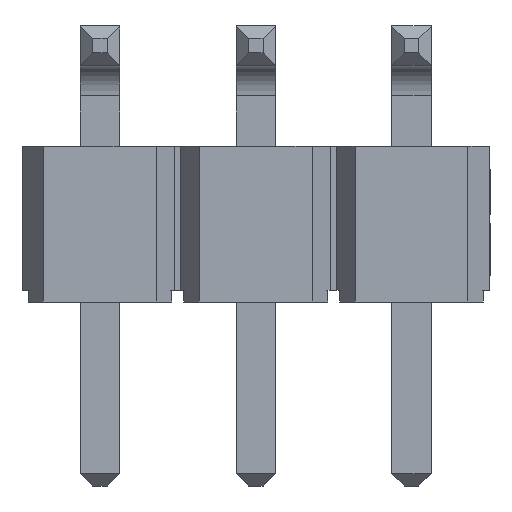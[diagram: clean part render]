
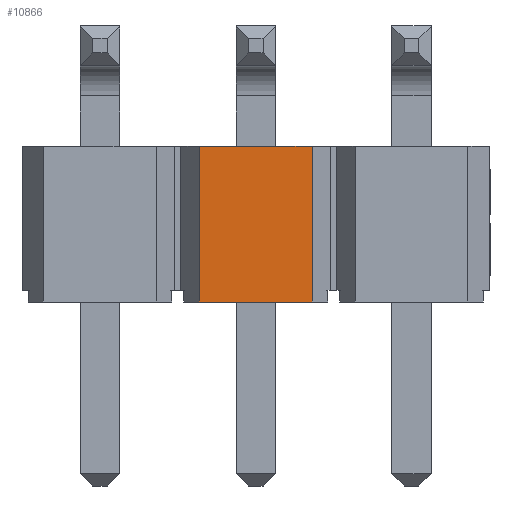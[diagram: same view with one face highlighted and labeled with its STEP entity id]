
A CAD part, front view. The second image highlights one B-rep face of the part: STEP entity #10866.
In plain terms, the highlighted planar face has unit normal (0, -1, 0).
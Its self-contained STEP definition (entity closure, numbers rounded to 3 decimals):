
#475 = VECTOR ( 'NONE', #17183, 1000. ) ;
#576 = CARTESIAN_POINT ( 'NONE',  ( -0.92, -1.27, 0. ) ) ;
#994 = VECTOR ( 'NONE', #4987, 1000. ) ;
#1086 = ORIENTED_EDGE ( 'NONE', *, *, #8898, .F. ) ;
#1367 = CARTESIAN_POINT ( 'NONE',  ( 0.92, -1.27, 2.54 ) ) ;
#2140 = CARTESIAN_POINT ( 'NONE',  ( -3.81, -1.27, 2.54 ) ) ;
#2262 = LINE ( 'NONE', #11735, #16146 ) ;
#3589 = VERTEX_POINT ( 'NONE', #9932 ) ;
#4313 = VERTEX_POINT ( 'NONE', #1367 ) ;
#4671 = VECTOR ( 'NONE', #13927, 1000. ) ;
#4810 = LINE ( 'NONE', #2140, #994 ) ;
#4987 = DIRECTION ( 'NONE',  ( 1., 0., 0. ) ) ;
#6150 = CARTESIAN_POINT ( 'NONE',  ( -0.92, -1.27, 2.54 ) ) ;
#6164 = DIRECTION ( 'NONE',  ( 0., 0., 1. ) ) ;
#6455 = VERTEX_POINT ( 'NONE', #6150 ) ;
#6927 = CARTESIAN_POINT ( 'NONE',  ( 0.92, -1.27, 0. ) ) ;
#7679 = ORIENTED_EDGE ( 'NONE', *, *, #9675, .F. ) ;
#7863 = CARTESIAN_POINT ( 'NONE',  ( -0.92, -1.27, 0. ) ) ;
#8898 = EDGE_CURVE ( 'NONE', #6455, #4313, #4810, .T. ) ;
#9010 = CARTESIAN_POINT ( 'NONE',  ( -3.81, -1.27, 2.54 ) ) ;
#9177 = PLANE ( 'NONE',  #12861 ) ;
#9588 = ORIENTED_EDGE ( 'NONE', *, *, #14931, .T. ) ;
#9675 = EDGE_CURVE ( 'NONE', #11485, #6455, #17019, .T. ) ;
#9932 = CARTESIAN_POINT ( 'NONE',  ( 0.92, -1.27, 0. ) ) ;
#10866 = ADVANCED_FACE ( 'NONE', ( #14488 ), #9177, .F. ) ;
#11139 = LINE ( 'NONE', #6927, #4671 ) ;
#11485 = VERTEX_POINT ( 'NONE', #576 ) ;
#11563 = DIRECTION ( 'NONE',  ( 1., 0., 0. ) ) ;
#11735 = CARTESIAN_POINT ( 'NONE',  ( -3.81, -1.27, 0. ) ) ;
#11793 = DIRECTION ( 'NONE',  ( 0., 1., 0. ) ) ;
#12861 = AXIS2_PLACEMENT_3D ( 'NONE', #9010, #11793, #6164 ) ;
#13927 = DIRECTION ( 'NONE',  ( 0., 0., 1. ) ) ;
#14488 = FACE_OUTER_BOUND ( 'NONE', #15729, .T. ) ;
#14931 = EDGE_CURVE ( 'NONE', #3589, #4313, #11139, .T. ) ;
#15729 = EDGE_LOOP ( 'NONE', ( #1086, #7679, #17280, #9588 ) ) ;
#16146 = VECTOR ( 'NONE', #11563, 1000. ) ;
#16563 = EDGE_CURVE ( 'NONE', #11485, #3589, #2262, .T. ) ;
#17019 = LINE ( 'NONE', #7863, #475 ) ;
#17183 = DIRECTION ( 'NONE',  ( 0., 0., 1. ) ) ;
#17280 = ORIENTED_EDGE ( 'NONE', *, *, #16563, .T. ) ;
